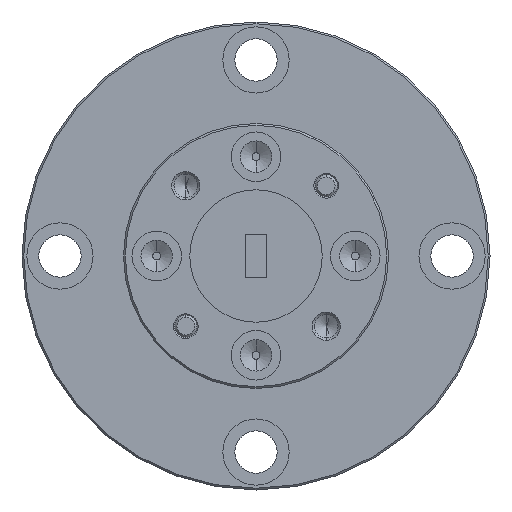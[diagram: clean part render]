
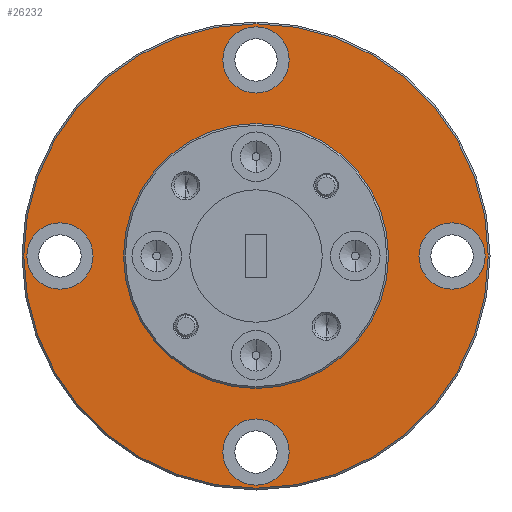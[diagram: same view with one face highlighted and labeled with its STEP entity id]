
A CAD part, left-side view. The second image highlights one B-rep face of the part: STEP entity #26232.
In plain terms, the highlighted planar face has unit normal (-1, 0, 0).
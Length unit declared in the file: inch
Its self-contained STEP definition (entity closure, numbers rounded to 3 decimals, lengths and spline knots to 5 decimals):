
#378 = EDGE_CURVE ( 'NONE', #20462, #29722, #11156, .T. ) ;
#474 = CIRCLE ( 'NONE', #33961, 0.09375 ) ;
#500 = CARTESIAN_POINT ( 'NONE',  ( -0.44, 0., -0.64875 ) ) ;
#646 = CARTESIAN_POINT ( 'NONE',  ( -0.44, -0.555, 0. ) ) ;
#978 = ORIENTED_EDGE ( 'NONE', *, *, #22632, .F. ) ;
#1266 = CARTESIAN_POINT ( 'NONE',  ( -0.44, 0., -0.375 ) ) ;
#1435 = CIRCLE ( 'NONE', #31553, 0.375 ) ;
#1457 = EDGE_LOOP ( 'NONE', ( #28288, #12320 ) ) ;
#1506 = EDGE_CURVE ( 'NONE', #23447, #3791, #1435, .T. ) ;
#1602 = ORIENTED_EDGE ( 'NONE', *, *, #26455, .T. ) ;
#2337 = DIRECTION ( 'NONE',  ( -1., 0., 0. ) ) ;
#2368 = CIRCLE ( 'NONE', #9394, 0.09375 ) ;
#2493 = ORIENTED_EDGE ( 'NONE', *, *, #14539, .F. ) ;
#2645 = EDGE_CURVE ( 'NONE', #3791, #23447, #11008, .T. ) ;
#2651 = CARTESIAN_POINT ( 'NONE',  ( -0.44, 0., -0.6575 ) ) ;
#3523 = AXIS2_PLACEMENT_3D ( 'NONE', #4223, #13062, #26531 ) ;
#3694 = VERTEX_POINT ( 'NONE', #11598 ) ;
#3749 = CARTESIAN_POINT ( 'NONE',  ( -0.44, 0.555, -0.09375 ) ) ;
#3791 = VERTEX_POINT ( 'NONE', #1266 ) ;
#4038 = EDGE_CURVE ( 'NONE', #29722, #20462, #474, .T. ) ;
#4223 = CARTESIAN_POINT ( 'NONE',  ( -0.44, 0., -0.555 ) ) ;
#4419 = ORIENTED_EDGE ( 'NONE', *, *, #12069, .F. ) ;
#4424 = ORIENTED_EDGE ( 'NONE', *, *, #14414, .T. ) ;
#4581 = VERTEX_POINT ( 'NONE', #25378 ) ;
#4965 = VERTEX_POINT ( 'NONE', #3749 ) ;
#4991 = EDGE_CURVE ( 'NONE', #4581, #34418, #19691, .T. ) ;
#5102 = CIRCLE ( 'NONE', #18502, 0.09375 ) ;
#5321 = DIRECTION ( 'NONE',  ( 1., 0., 0. ) ) ;
#6060 = EDGE_LOOP ( 'NONE', ( #8690, #25498 ) ) ;
#6063 = VERTEX_POINT ( 'NONE', #9230 ) ;
#6393 = DIRECTION ( 'NONE',  ( 0., 0., 1. ) ) ;
#7925 = AXIS2_PLACEMENT_3D ( 'NONE', #13087, #10017, #29631 ) ;
#8311 = CARTESIAN_POINT ( 'NONE',  ( -0.44, 0., 0. ) ) ;
#8501 = CARTESIAN_POINT ( 'NONE',  ( -0.44, -0.555, 0. ) ) ;
#8551 = AXIS2_PLACEMENT_3D ( 'NONE', #10121, #27216, #9160 ) ;
#8690 = ORIENTED_EDGE ( 'NONE', *, *, #378, .F. ) ;
#8748 = FACE_BOUND ( 'NONE', #24200, .T. ) ;
#8768 = DIRECTION ( 'NONE',  ( 0., 0., -1. ) ) ;
#9160 = DIRECTION ( 'NONE',  ( 0., 0., 1. ) ) ;
#9230 = CARTESIAN_POINT ( 'NONE',  ( -0.44, 0., 0.6575 ) ) ;
#9394 = AXIS2_PLACEMENT_3D ( 'NONE', #13355, #27657, #36276 ) ;
#10017 = DIRECTION ( 'NONE',  ( -1., 0., 0. ) ) ;
#10121 = CARTESIAN_POINT ( 'NONE',  ( -0.44, 0.6625, 0. ) ) ;
#10262 = CIRCLE ( 'NONE', #34741, 0.09375 ) ;
#11008 = CIRCLE ( 'NONE', #18857, 0.375 ) ;
#11012 = DIRECTION ( 'NONE',  ( -1., 0., 0. ) ) ;
#11156 = CIRCLE ( 'NONE', #29188, 0.09375 ) ;
#11598 = CARTESIAN_POINT ( 'NONE',  ( -0.44, 0.555, 0.09375 ) ) ;
#12069 = EDGE_CURVE ( 'NONE', #34418, #4581, #5102, .T. ) ;
#12105 = DIRECTION ( 'NONE',  ( 0., 0., 1. ) ) ;
#12320 = ORIENTED_EDGE ( 'NONE', *, *, #32573, .F. ) ;
#12664 = CARTESIAN_POINT ( 'NONE',  ( -0.44, 0., 0. ) ) ;
#13062 = DIRECTION ( 'NONE',  ( -1., 0., 0. ) ) ;
#13087 = CARTESIAN_POINT ( 'NONE',  ( -0.44, 0.555, 0. ) ) ;
#13355 = CARTESIAN_POINT ( 'NONE',  ( -0.44, 0.555, 0. ) ) ;
#13513 = DIRECTION ( 'NONE',  ( 0., 0., 1. ) ) ;
#13570 = FACE_OUTER_BOUND ( 'NONE', #19813, .T. ) ;
#14186 = CIRCLE ( 'NONE', #17368, 0.6575 ) ;
#14393 = CARTESIAN_POINT ( 'NONE',  ( -0.44, -0.555, -0.09375 ) ) ;
#14414 = EDGE_CURVE ( 'NONE', #25107, #6063, #14186, .T. ) ;
#14539 = EDGE_CURVE ( 'NONE', #17804, #29155, #26901, .T. ) ;
#14708 = ORIENTED_EDGE ( 'NONE', *, *, #2645, .T. ) ;
#15342 = CARTESIAN_POINT ( 'NONE',  ( -0.44, 0., 0.64875 ) ) ;
#15729 = ORIENTED_EDGE ( 'NONE', *, *, #4991, .F. ) ;
#16599 = FACE_BOUND ( 'NONE', #1457, .T. ) ;
#16796 = DIRECTION ( 'NONE',  ( 0., 0., 1. ) ) ;
#17368 = AXIS2_PLACEMENT_3D ( 'NONE', #12664, #2337, #19017 ) ;
#17804 = VERTEX_POINT ( 'NONE', #15342 ) ;
#18149 = AXIS2_PLACEMENT_3D ( 'NONE', #8311, #11012, #24981 ) ;
#18502 = AXIS2_PLACEMENT_3D ( 'NONE', #21793, #35598, #13513 ) ;
#18539 = CARTESIAN_POINT ( 'NONE',  ( -0.44, 0., 0.375 ) ) ;
#18857 = AXIS2_PLACEMENT_3D ( 'NONE', #30566, #5321, #36094 ) ;
#19002 = CIRCLE ( 'NONE', #7925, 0.09375 ) ;
#19017 = DIRECTION ( 'NONE',  ( 0., 0., 1. ) ) ;
#19691 = CIRCLE ( 'NONE', #3523, 0.09375 ) ;
#19813 = EDGE_LOOP ( 'NONE', ( #4424, #1602 ) ) ;
#20123 = FACE_BOUND ( 'NONE', #6060, .T. ) ;
#20227 = DIRECTION ( 'NONE',  ( -1., 0., 0. ) ) ;
#20462 = VERTEX_POINT ( 'NONE', #25232 ) ;
#21793 = CARTESIAN_POINT ( 'NONE',  ( -0.44, 0., -0.555 ) ) ;
#21832 = CIRCLE ( 'NONE', #18149, 0.6575 ) ;
#22632 = EDGE_CURVE ( 'NONE', #29155, #17804, #10262, .T. ) ;
#22775 = EDGE_CURVE ( 'NONE', #3694, #4965, #19002, .T. ) ;
#23447 = VERTEX_POINT ( 'NONE', #18539 ) ;
#23613 = FACE_BOUND ( 'NONE', #23792, .T. ) ;
#23792 = EDGE_LOOP ( 'NONE', ( #15729, #4419 ) ) ;
#24200 = EDGE_LOOP ( 'NONE', ( #2493, #978 ) ) ;
#24981 = DIRECTION ( 'NONE',  ( 0., 0., 1. ) ) ;
#25107 = VERTEX_POINT ( 'NONE', #2651 ) ;
#25144 = CARTESIAN_POINT ( 'NONE',  ( -0.44, 0., 0.555 ) ) ;
#25232 = CARTESIAN_POINT ( 'NONE',  ( -0.44, -0.555, 0.09375 ) ) ;
#25378 = CARTESIAN_POINT ( 'NONE',  ( -0.44, 0., -0.46125 ) ) ;
#25498 = ORIENTED_EDGE ( 'NONE', *, *, #4038, .F. ) ;
#26189 = DIRECTION ( 'NONE',  ( -1., 0., 0. ) ) ;
#26232 = ADVANCED_FACE ( 'NONE', ( #13570, #8748, #20123, #23613, #16599, #30237 ), #26992, .T. ) ;
#26455 = EDGE_CURVE ( 'NONE', #6063, #25107, #21832, .T. ) ;
#26531 = DIRECTION ( 'NONE',  ( 0., 0., 1. ) ) ;
#26901 = CIRCLE ( 'NONE', #29147, 0.09375 ) ;
#26992 = PLANE ( 'NONE',  #8551 ) ;
#27216 = DIRECTION ( 'NONE',  ( -1., 0., 0. ) ) ;
#27657 = DIRECTION ( 'NONE',  ( -1., 0., 0. ) ) ;
#28085 = DIRECTION ( 'NONE',  ( -1., 0., 0. ) ) ;
#28252 = DIRECTION ( 'NONE',  ( 1., 0., 0. ) ) ;
#28288 = ORIENTED_EDGE ( 'NONE', *, *, #22775, .F. ) ;
#28490 = CARTESIAN_POINT ( 'NONE',  ( -0.44, 0., 0. ) ) ;
#28755 = ORIENTED_EDGE ( 'NONE', *, *, #1506, .T. ) ;
#29147 = AXIS2_PLACEMENT_3D ( 'NONE', #25144, #28085, #16796 ) ;
#29155 = VERTEX_POINT ( 'NONE', #29877 ) ;
#29188 = AXIS2_PLACEMENT_3D ( 'NONE', #646, #20227, #6393 ) ;
#29263 = CARTESIAN_POINT ( 'NONE',  ( -0.44, 0., 0.555 ) ) ;
#29631 = DIRECTION ( 'NONE',  ( 0., 0., 1. ) ) ;
#29722 = VERTEX_POINT ( 'NONE', #14393 ) ;
#29877 = CARTESIAN_POINT ( 'NONE',  ( -0.44, 0., 0.46125 ) ) ;
#30237 = FACE_BOUND ( 'NONE', #34730, .T. ) ;
#30566 = CARTESIAN_POINT ( 'NONE',  ( -0.44, 0., 0. ) ) ;
#30954 = DIRECTION ( 'NONE',  ( -1., 0., 0. ) ) ;
#31553 = AXIS2_PLACEMENT_3D ( 'NONE', #28490, #28252, #8768 ) ;
#32573 = EDGE_CURVE ( 'NONE', #4965, #3694, #2368, .T. ) ;
#33628 = DIRECTION ( 'NONE',  ( 0., 0., 1. ) ) ;
#33961 = AXIS2_PLACEMENT_3D ( 'NONE', #8501, #30954, #33628 ) ;
#34418 = VERTEX_POINT ( 'NONE', #500 ) ;
#34730 = EDGE_LOOP ( 'NONE', ( #14708, #28755 ) ) ;
#34741 = AXIS2_PLACEMENT_3D ( 'NONE', #29263, #26189, #12105 ) ;
#35598 = DIRECTION ( 'NONE',  ( -1., 0., 0. ) ) ;
#36094 = DIRECTION ( 'NONE',  ( 0., 0., -1. ) ) ;
#36276 = DIRECTION ( 'NONE',  ( 0., 0., 1. ) ) ;
